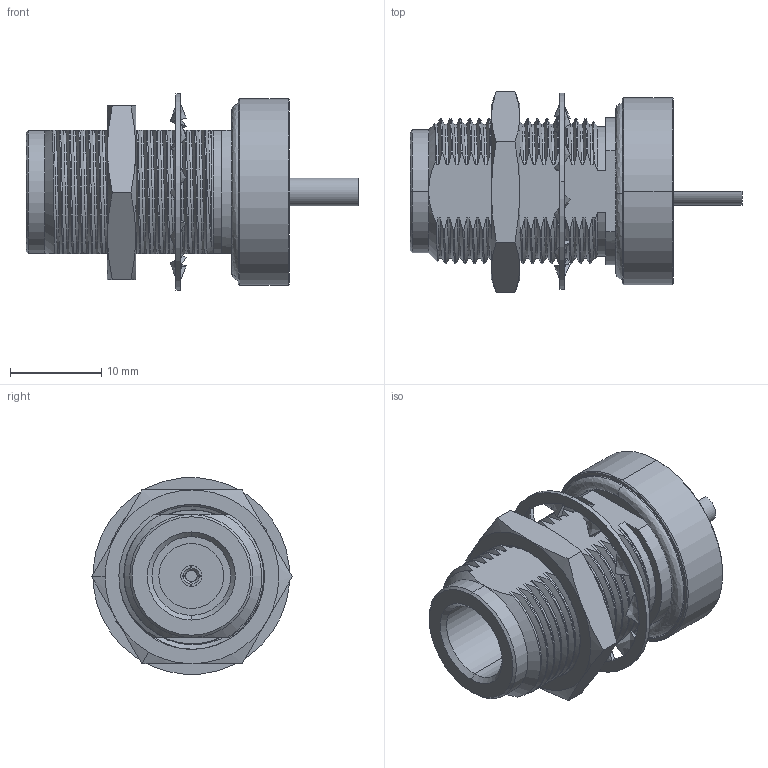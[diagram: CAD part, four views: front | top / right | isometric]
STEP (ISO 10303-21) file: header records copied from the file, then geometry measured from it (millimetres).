
FILE_DESCRIPTION (( 'STEP AP214' ), '1' );
FILE_NAME ('PE4139_3D.step', '2022-07-05T20:44:16', ( '' ), ( '' ), 'SwSTEP 2.0', 'SolidWorks 2021', '' );
FILE_SCHEMA (( 'AUTOMOTIVE_DESIGN' ));
Length unit declared in the file: millimetre
Products named in the file (5): PE4139_LockWasher; PE4139_O-ring; PE4139_3D; PE4139_Body; PE4139_Hex Nut
Assembly tree (4 placements, depth 2):
  PE4139_3D
    PE4139_Body
    PE4139_O-ring
    PE4139_LockWasher
    PE4139_Hex Nut
Bounding box: 36.4 x 22 x 21.52 mm (x, y, z)
Volume: 5711.8 mm3; surface area: 4238.7 mm2
Topology: 4 solids, 4 shells, 329 faces, 928 edges, 612 vertices
Faces by surface type: bspline 151, cylinder 88, plane 49, cone 41
Entity records: 78113 total; most frequent: CARTESIAN_POINT 70999, ORIENTED_EDGE 1856, EDGE_CURVE 928, DIRECTION 923, VERTEX_POINT 612, EDGE_LOOP 340, ADVANCED_FACE 329, FACE_OUTER_BOUND 329
